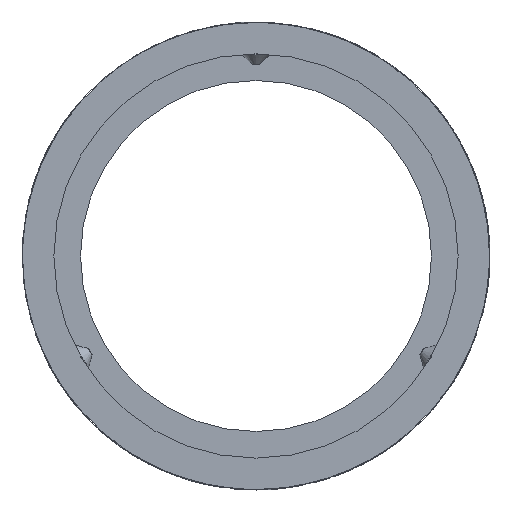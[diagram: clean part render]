
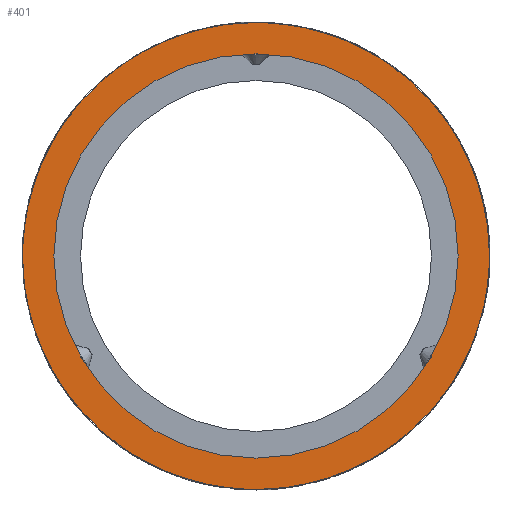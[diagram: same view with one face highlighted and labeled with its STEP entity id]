
A CAD part, left-side view. The second image highlights one B-rep face of the part: STEP entity #401.
In plain terms, the highlighted planar face has unit normal (-1, 0, 0).
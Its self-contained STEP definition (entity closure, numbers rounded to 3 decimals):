
#144=PLANE('',#3408);
#401=ADVANCED_FACE('',(#632,#633),#144,.F.);
#518=CIRCLE('',#3406,19.);
#519=CIRCLE('',#3407,22.);
#632=FACE_BOUND('',#847,.T.);
#633=FACE_BOUND('',#848,.T.);
#847=EDGE_LOOP('',(#1823));
#848=EDGE_LOOP('',(#1824));
#1823=ORIENTED_EDGE('',*,*,#2846,.F.);
#1824=ORIENTED_EDGE('',*,*,#2847,.T.);
#2348=VERTEX_POINT('',#6869);
#2349=VERTEX_POINT('',#6871);
#2846=EDGE_CURVE('',#2348,#2348,#518,.T.);
#2847=EDGE_CURVE('',#2349,#2349,#519,.T.);
#3406=AXIS2_PLACEMENT_3D('',#6868,#3723,#3724);
#3407=AXIS2_PLACEMENT_3D('',#6870,#3725,#3726);
#3408=AXIS2_PLACEMENT_3D('',#6872,#3727,#3728);
#3723=DIRECTION('',(-1.,0.,0.));
#3724=DIRECTION('',(0.,0.,1.));
#3725=DIRECTION('',(-1.,0.,0.));
#3726=DIRECTION('',(0.,0.,1.));
#3727=DIRECTION('',(1.,0.,0.));
#3728=DIRECTION('',(0.,0.,-1.));
#6868=CARTESIAN_POINT('',(0.,0.,0.));
#6869=CARTESIAN_POINT('',(0.,0.,19.));
#6870=CARTESIAN_POINT('',(0.,0.,0.));
#6871=CARTESIAN_POINT('',(0.,0.,22.));
#6872=CARTESIAN_POINT('',(0.,22.,0.));
